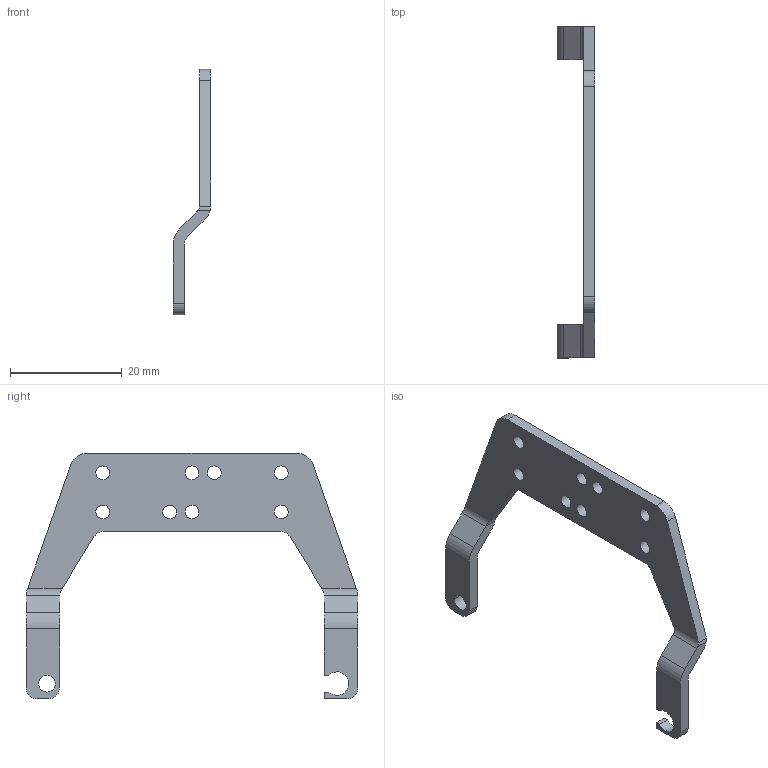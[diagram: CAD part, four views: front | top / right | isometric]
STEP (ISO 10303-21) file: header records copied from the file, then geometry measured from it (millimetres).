
FILE_DESCRIPTION(('CATIA V5 STEP Exchange','CAx-IF Rec.Pracs.--- Model Styling and Organization---1.4--- 2014-01-23'),'2;1');
FILE_NAME ('003460-2_1_1017050000_1017050000.stp','2020-02-10T16:23:47+00:00',('none'),('Weidmueller'),'CATIA Version 5-6 Release 2016 SP3 HF44','CATIA V5 STEP AP214','none');
FILE_SCHEMA(('AUTOMOTIVE_DESIGN { 1 0 10303 214 1 1 1 1 }'));
Length unit declared in the file: millimetre
Products named in the file (1): 1017050000
Bounding box: 6.8 x 59.5 x 44 mm (x, y, z)
Volume: 2011 mm3; surface area: 2661.4 mm2
Topology: 1 solids, 1 shells, 65 faces, 189 edges, 126 vertices
Faces by surface type: cylinder 38, plane 27
Entity records: 2114 total; most frequent: CARTESIAN_POINT 426, ORIENTED_EDGE 378, DIRECTION 273, EDGE_CURVE 189, VERTEX_POINT 126, AXIS2_PLACEMENT_3D 119, VECTOR 105, LINE 105
